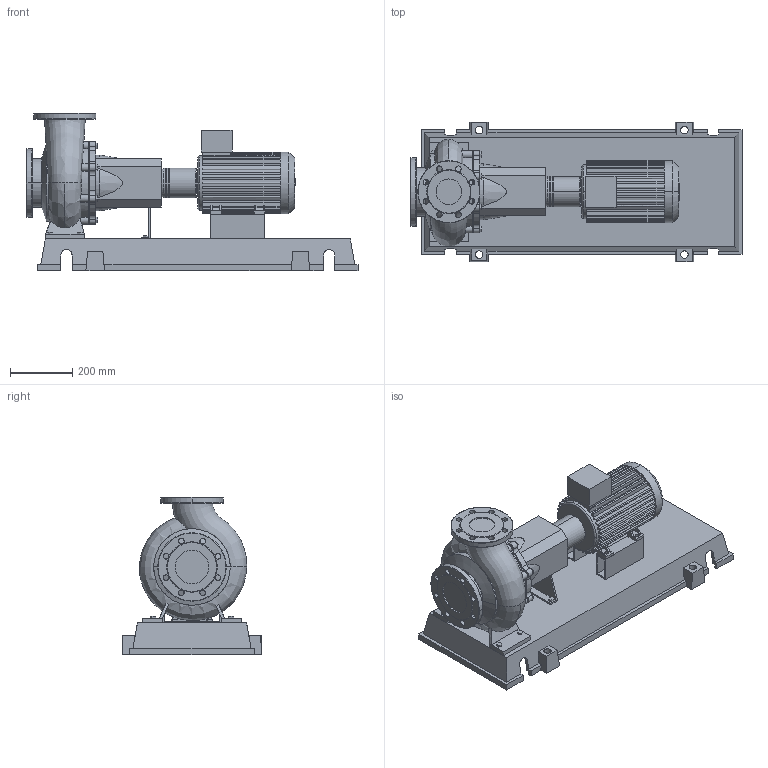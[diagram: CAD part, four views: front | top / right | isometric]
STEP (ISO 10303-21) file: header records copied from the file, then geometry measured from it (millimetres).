
FILE_DESCRIPTION((''),'2;1');
FILE_NAME('3d_NL80_160-2.2-4-05-4109222.stp','2015-03-03T07:50:16',(''),(''),'Mechanical Desktop 2009','Mechanical Desktop 2009',', , ');
FILE_SCHEMA(('CONFIG_CONTROL_DESIGN'));
Length unit declared in the file: millimetre
Products named in the file (1): Product
Bounding box: 1067.5 x 450 x 508 mm (x, y, z)
Volume: 36876829.9 mm3; surface area: 2874538 mm2
Topology: 13 solids, 13 shells, 837 faces, 2264 edges, 1489 vertices
Faces by surface type: plane 432, cylinder 221, bspline 156, cone 14, torus 14
Entity records: 30357 total; most frequent: CARTESIAN_POINT 9117, ORIENTED_EDGE 4530, DIRECTION 4227, EDGE_CURVE 2265, VERTEX_POINT 1488, VECTOR 1455, LINE 1455, AXIS2_PLACEMENT_3D 1386
